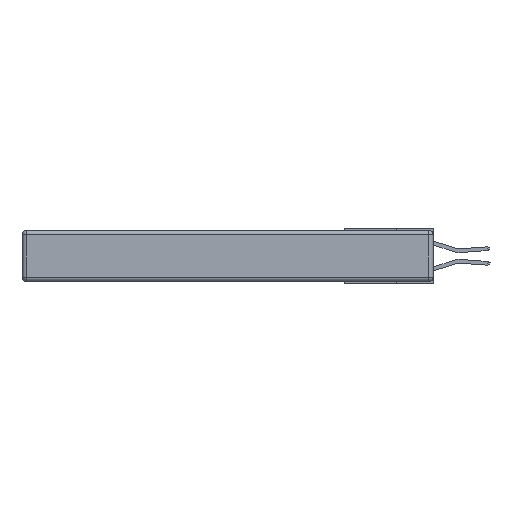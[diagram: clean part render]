
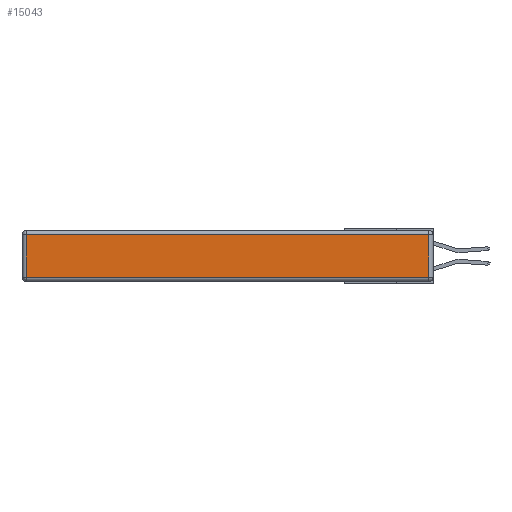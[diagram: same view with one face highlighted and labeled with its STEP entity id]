
A CAD part, left-side view. The second image highlights one B-rep face of the part: STEP entity #15043.
In plain terms, the highlighted planar face has unit normal (-1, 0, 0).
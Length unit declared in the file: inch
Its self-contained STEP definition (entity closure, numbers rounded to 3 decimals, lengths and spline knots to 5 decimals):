
#1115 = DIRECTION ( 'NONE',  ( 0., 1., 0. ) ) ;
#1291 = VERTEX_POINT ( 'NONE', #2154 ) ;
#1403 = CARTESIAN_POINT ( 'NONE',  ( 0., 2.72, -0.03 ) ) ;
#1580 = AXIS2_PLACEMENT_3D ( 'NONE', #17277, #3995, #7604 ) ;
#2032 = VECTOR ( 'NONE', #24342, 39.37008 ) ;
#2154 = CARTESIAN_POINT ( 'NONE',  ( 0., 2.72, -0.313 ) ) ;
#3040 = ORIENTED_EDGE ( 'NONE', *, *, #6306, .T. ) ;
#3628 = VECTOR ( 'NONE', #7451, 39.37008 ) ;
#3665 = CARTESIAN_POINT ( 'NONE',  ( 0., 0.03, -0.343 ) ) ;
#3754 = EDGE_CURVE ( 'NONE', #1291, #22403, #12960, .T. ) ;
#3995 = DIRECTION ( 'NONE',  ( -1., 0., 0. ) ) ;
#6306 = EDGE_CURVE ( 'NONE', #22403, #17195, #19033, .T. ) ;
#6655 = ORIENTED_EDGE ( 'NONE', *, *, #3754, .T. ) ;
#6902 = CARTESIAN_POINT ( 'NONE',  ( 0., 0.03, -0.313 ) ) ;
#7331 = DIRECTION ( 'NONE',  ( 0., 0., -1. ) ) ;
#7451 = DIRECTION ( 'NONE',  ( 0., 0., 1. ) ) ;
#7604 = DIRECTION ( 'NONE',  ( 0., 0., 1. ) ) ;
#8082 = CARTESIAN_POINT ( 'NONE',  ( 0., 0.03, -0.03 ) ) ;
#9755 = LINE ( 'NONE', #20573, #23628 ) ;
#10949 = ORIENTED_EDGE ( 'NONE', *, *, #16864, .T. ) ;
#12109 = VECTOR ( 'NONE', #1115, 39.37008 ) ;
#12960 = LINE ( 'NONE', #16471, #2032 ) ;
#13432 = VERTEX_POINT ( 'NONE', #1403 ) ;
#13617 = PLANE ( 'NONE',  #1580 ) ;
#13890 = EDGE_LOOP ( 'NONE', ( #6655, #3040, #10949, #14437 ) ) ;
#14133 = LINE ( 'NONE', #20221, #12109 ) ;
#14437 = ORIENTED_EDGE ( 'NONE', *, *, #16782, .T. ) ;
#15043 = ADVANCED_FACE ( 'NONE', ( #16272 ), #13617, .T. ) ;
#16272 = FACE_OUTER_BOUND ( 'NONE', #13890, .T. ) ;
#16471 = CARTESIAN_POINT ( 'NONE',  ( 0., 0., -0.313 ) ) ;
#16782 = EDGE_CURVE ( 'NONE', #13432, #1291, #9755, .T. ) ;
#16864 = EDGE_CURVE ( 'NONE', #17195, #13432, #14133, .T. ) ;
#17195 = VERTEX_POINT ( 'NONE', #8082 ) ;
#17277 = CARTESIAN_POINT ( 'NONE',  ( 0., 0., -0.343 ) ) ;
#19033 = LINE ( 'NONE', #3665, #3628 ) ;
#20221 = CARTESIAN_POINT ( 'NONE',  ( 0., 2.75, -0.03 ) ) ;
#20573 = CARTESIAN_POINT ( 'NONE',  ( 0., 2.72, -0.343 ) ) ;
#22403 = VERTEX_POINT ( 'NONE', #6902 ) ;
#23628 = VECTOR ( 'NONE', #7331, 39.37008 ) ;
#24342 = DIRECTION ( 'NONE',  ( 0., -1., 0. ) ) ;
